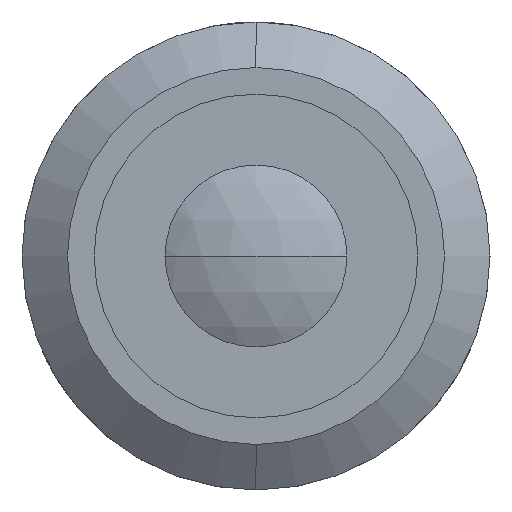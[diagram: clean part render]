
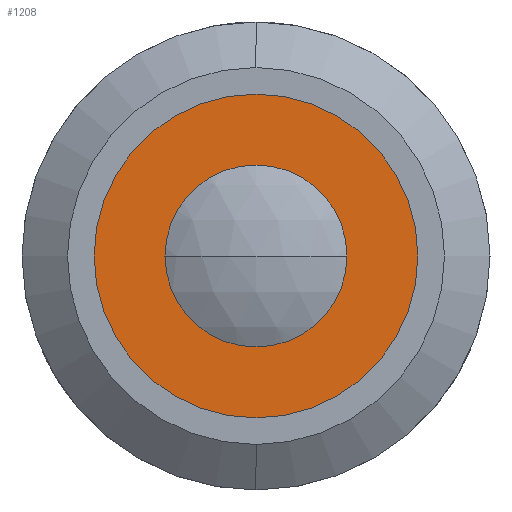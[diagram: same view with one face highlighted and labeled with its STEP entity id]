
A CAD part, left-side view. The second image highlights one B-rep face of the part: STEP entity #1208.
In plain terms, the highlighted planar face has unit normal (-1, 0, 0).
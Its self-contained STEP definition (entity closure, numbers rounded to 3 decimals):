
#1 = FACE_BOUND ( 'NONE', #1198, .T. ) ;
#176 = DIRECTION ( 'NONE',  ( 0., 0., 1. ) ) ;
#227 = DIRECTION ( 'NONE',  ( -1., 0., 0. ) ) ;
#269 = AXIS2_PLACEMENT_3D ( 'NONE', #884, #2307, #176 ) ;
#375 = PLANE ( 'NONE',  #3416 ) ;
#588 = ORIENTED_EDGE ( 'NONE', *, *, #3813, .T. ) ;
#644 = AXIS2_PLACEMENT_3D ( 'NONE', #3564, #3208, #2077 ) ;
#884 = CARTESIAN_POINT ( 'NONE',  ( 3.8, 0., 0. ) ) ;
#910 = DIRECTION ( 'NONE',  ( 0., 0., 1. ) ) ;
#922 = EDGE_LOOP ( 'NONE', ( #588, #4298 ) ) ;
#941 = AXIS2_PLACEMENT_3D ( 'NONE', #3787, #227, #2397 ) ;
#1053 = DIRECTION ( 'NONE',  ( 0., 0., -1. ) ) ;
#1152 = CARTESIAN_POINT ( 'NONE',  ( 3.8, 0., -13. ) ) ;
#1198 = EDGE_LOOP ( 'NONE', ( #2078, #3612 ) ) ;
#1208 = ADVANCED_FACE ( 'NONE', ( #1, #2473 ), #375, .F. ) ;
#1409 = VERTEX_POINT ( 'NONE', #3686 ) ;
#1705 = VERTEX_POINT ( 'NONE', #3365 ) ;
#1814 = EDGE_CURVE ( 'NONE', #3548, #1851, #4025, .T. ) ;
#1851 = VERTEX_POINT ( 'NONE', #2675 ) ;
#2041 = CARTESIAN_POINT ( 'NONE',  ( 3.8, 0., 0. ) ) ;
#2066 = CIRCLE ( 'NONE', #4549, 7. ) ;
#2077 = DIRECTION ( 'NONE',  ( 0., 0., 1. ) ) ;
#2078 = ORIENTED_EDGE ( 'NONE', *, *, #2987, .F. ) ;
#2307 = DIRECTION ( 'NONE',  ( -1., 0., 0. ) ) ;
#2397 = DIRECTION ( 'NONE',  ( 0., 0., 1. ) ) ;
#2473 = FACE_OUTER_BOUND ( 'NONE', #922, .T. ) ;
#2600 = EDGE_CURVE ( 'NONE', #1705, #1409, #2066, .T. ) ;
#2658 = CIRCLE ( 'NONE', #644, 13. ) ;
#2675 = CARTESIAN_POINT ( 'NONE',  ( 3.8, 0., 13. ) ) ;
#2987 = EDGE_CURVE ( 'NONE', #1409, #1705, #3865, .T. ) ;
#3062 = DIRECTION ( 'NONE',  ( -1., 0., 0. ) ) ;
#3208 = DIRECTION ( 'NONE',  ( -1., 0., 0. ) ) ;
#3250 = CARTESIAN_POINT ( 'NONE',  ( 3.8, 13., 0. ) ) ;
#3365 = CARTESIAN_POINT ( 'NONE',  ( 3.8, 0., -7. ) ) ;
#3416 = AXIS2_PLACEMENT_3D ( 'NONE', #3250, #4616, #1053 ) ;
#3548 = VERTEX_POINT ( 'NONE', #1152 ) ;
#3564 = CARTESIAN_POINT ( 'NONE',  ( 3.8, 0., 0. ) ) ;
#3612 = ORIENTED_EDGE ( 'NONE', *, *, #2600, .F. ) ;
#3686 = CARTESIAN_POINT ( 'NONE',  ( 3.8, 0., 7. ) ) ;
#3787 = CARTESIAN_POINT ( 'NONE',  ( 3.8, 0., 0. ) ) ;
#3813 = EDGE_CURVE ( 'NONE', #1851, #3548, #2658, .T. ) ;
#3865 = CIRCLE ( 'NONE', #941, 7. ) ;
#4025 = CIRCLE ( 'NONE', #269, 13. ) ;
#4298 = ORIENTED_EDGE ( 'NONE', *, *, #1814, .T. ) ;
#4549 = AXIS2_PLACEMENT_3D ( 'NONE', #2041, #3062, #910 ) ;
#4616 = DIRECTION ( 'NONE',  ( 1., 0., 0. ) ) ;
